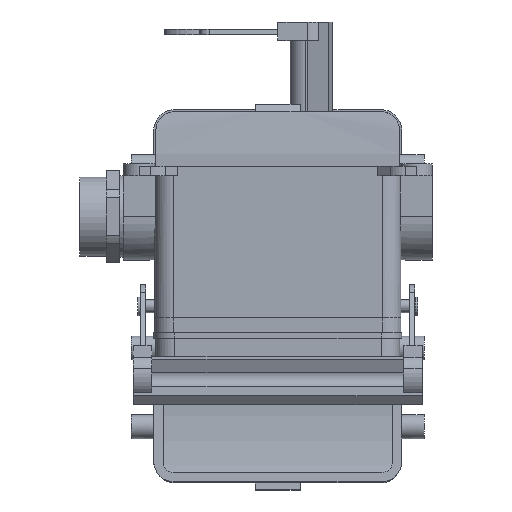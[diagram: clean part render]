
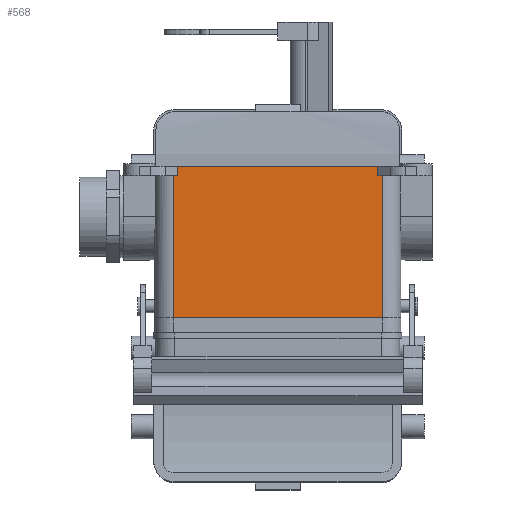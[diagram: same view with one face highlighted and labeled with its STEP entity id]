
A CAD part, top view. The second image highlights one B-rep face of the part: STEP entity #568.
In plain terms, the highlighted planar face has unit normal (0, 0, 1).
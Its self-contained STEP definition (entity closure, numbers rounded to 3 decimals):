
#568 = ADVANCED_FACE( '', ( #1280 ), #1281, .F. );
#1280 = FACE_OUTER_BOUND( '', #2152, .T. );
#1281 = PLANE( '', #2153 );
#2152 = EDGE_LOOP( '', ( #3788, #3789, #3790, #3791, #3792, #3793, #3794, #3795 ) );
#2153 = AXIS2_PLACEMENT_3D( '', #3796, #3797, #3798 );
#3788 = ORIENTED_EDGE( '', *, *, #5526, .T. );
#3789 = ORIENTED_EDGE( '', *, *, #5515, .F. );
#3790 = ORIENTED_EDGE( '', *, *, #5597, .T. );
#3791 = ORIENTED_EDGE( '', *, *, #5598, .T. );
#3792 = ORIENTED_EDGE( '', *, *, #5356, .F. );
#3793 = ORIENTED_EDGE( '', *, *, #5599, .F. );
#3794 = ORIENTED_EDGE( '', *, *, #5209, .T. );
#3795 = ORIENTED_EDGE( '', *, *, #5600, .T. );
#3796 = CARTESIAN_POINT( '', ( 0., -3.5, 21.5 ) );
#3797 = DIRECTION( '', ( 0., 0., -1. ) );
#3798 = DIRECTION( '', ( -1., 0., 0. ) );
#5209 = EDGE_CURVE( '', #6307, #6316, #6318, .T. );
#5356 = EDGE_CURVE( '', #6553, #6555, #6556, .T. );
#5515 = EDGE_CURVE( '', #6800, #6795, #6802, .T. );
#5526 = EDGE_CURVE( '', #6820, #6795, #6821, .T. );
#5597 = EDGE_CURVE( '', #6800, #6923, #6924, .T. );
#5598 = EDGE_CURVE( '', #6923, #6555, #6925, .T. );
#5599 = EDGE_CURVE( '', #6307, #6553, #6926, .T. );
#5600 = EDGE_CURVE( '', #6316, #6820, #6927, .T. );
#6307 = VERTEX_POINT( '', #7892 );
#6316 = VERTEX_POINT( '', #7904 );
#6318 = LINE( '', #7907, #7908 );
#6553 = VERTEX_POINT( '', #8326 );
#6555 = VERTEX_POINT( '', #8328 );
#6556 = LINE( '', #8329, #8330 );
#6795 = VERTEX_POINT( '', #8698 );
#6800 = VERTEX_POINT( '', #8705 );
#6802 = LINE( '', #8708, #8709 );
#6820 = VERTEX_POINT( '', #8733 );
#6821 = LINE( '', #8734, #8735 );
#6923 = VERTEX_POINT( '', #8879 );
#6924 = LINE( '', #8880, #8881 );
#6925 = LINE( '', #8882, #8883 );
#6926 = LINE( '', #8884, #8885 );
#6927 = LINE( '', #8886, #8887 );
#7892 = CARTESIAN_POINT( '', ( 39.65, -3.5, 21.5 ) );
#7904 = CARTESIAN_POINT( '', ( 37.985, -3.5, 21.5 ) );
#7907 = CARTESIAN_POINT( '', ( -48.299, -3.5, 21.5 ) );
#7908 = VECTOR( '', #9639, 1000. );
#8326 = CARTESIAN_POINT( '', ( 39.65, -57.4, 21.5 ) );
#8328 = CARTESIAN_POINT( '', ( -39.65, -57.4, 21.5 ) );
#8329 = CARTESIAN_POINT( '', ( -39.65, -57.4, 21.5 ) );
#8330 = VECTOR( '', #9815, 1000. );
#8698 = CARTESIAN_POINT( '', ( -37.985, 0., 21.5 ) );
#8705 = CARTESIAN_POINT( '', ( -37.985, -3.5, 21.5 ) );
#8708 = CARTESIAN_POINT( '', ( -37.985, -3.5, 21.5 ) );
#8709 = VECTOR( '', #10018, 1000. );
#8733 = CARTESIAN_POINT( '', ( 37.985, 0., 21.5 ) );
#8734 = CARTESIAN_POINT( '', ( 0., 0., 21.5 ) );
#8735 = VECTOR( '', #10031, 1000. );
#8879 = CARTESIAN_POINT( '', ( -39.65, -3.5, 21.5 ) );
#8880 = CARTESIAN_POINT( '', ( -48.299, -3.5, 21.5 ) );
#8881 = VECTOR( '', #10119, 1000. );
#8882 = CARTESIAN_POINT( '', ( -39.65, 85.248, 21.5 ) );
#8883 = VECTOR( '', #10120, 1000. );
#8884 = CARTESIAN_POINT( '', ( 39.65, 85.248, 21.5 ) );
#8885 = VECTOR( '', #10121, 1000. );
#8886 = CARTESIAN_POINT( '', ( 37.985, -3.5, 21.5 ) );
#8887 = VECTOR( '', #10122, 1000. );
#9639 = DIRECTION( '', ( -1., 0., 0. ) );
#9815 = DIRECTION( '', ( -1., 0., 0. ) );
#10018 = DIRECTION( '', ( 0., 1., 0. ) );
#10031 = DIRECTION( '', ( -1., 0., 0. ) );
#10119 = DIRECTION( '', ( -1., 0., 0. ) );
#10120 = DIRECTION( '', ( 0., -1., 0. ) );
#10121 = DIRECTION( '', ( 0., -1., 0. ) );
#10122 = DIRECTION( '', ( 0., 1., 0. ) );
